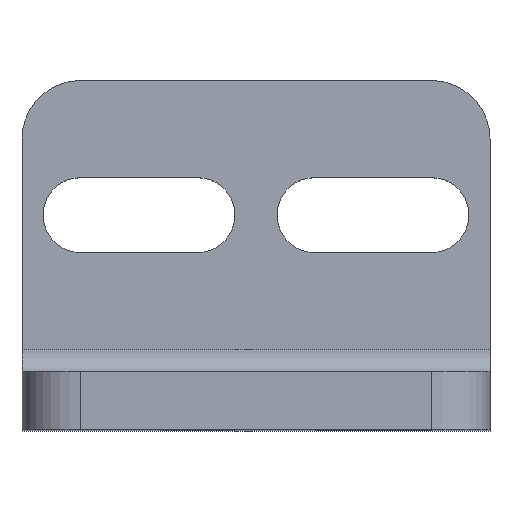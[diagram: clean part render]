
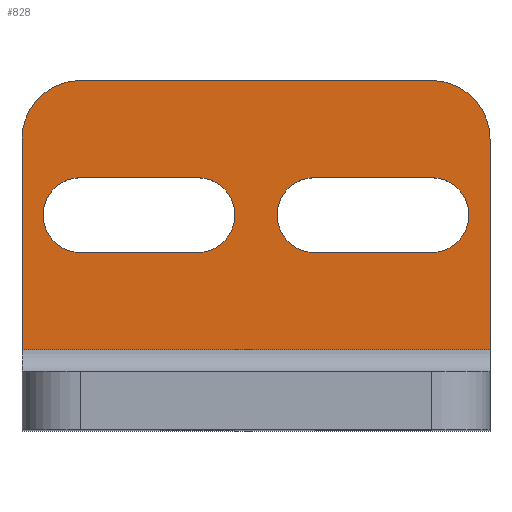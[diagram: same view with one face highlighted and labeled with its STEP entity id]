
A CAD part, top view. The second image highlights one B-rep face of the part: STEP entity #828.
In plain terms, the highlighted planar face has unit normal (0, 0, 1).
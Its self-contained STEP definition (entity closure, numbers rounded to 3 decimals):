
#63=DIRECTION('',(0.,1.,0.));
#64=VECTOR('',#63,18.);
#65=CARTESIAN_POINT('',(20.,7.,5.));
#66=LINE('',#65,#64);
#225=DIRECTION('',(0.,1.,0.));
#226=VECTOR('',#225,18.);
#227=CARTESIAN_POINT('',(-20.,7.,5.));
#228=LINE('',#227,#226);
#237=DIRECTION('',(1.,0.,0.));
#238=VECTOR('',#237,30.);
#239=CARTESIAN_POINT('',(-15.,30.,5.));
#240=LINE('',#239,#238);
#249=CARTESIAN_POINT('',(15.,25.,5.));
#250=DIRECTION('',(0.,0.,1.));
#251=DIRECTION('',(1.,0.,0.));
#252=AXIS2_PLACEMENT_3D('',#249,#250,#251);
#254=DIRECTION('',(-1.,0.,0.));
#255=VECTOR('',#254,40.);
#256=CARTESIAN_POINT('',(20.,7.,5.));
#257=LINE('',#256,#255);
#258=CARTESIAN_POINT('',(-15.,25.,5.));
#259=DIRECTION('',(0.,0.,1.));
#260=DIRECTION('',(0.,1.,0.));
#261=AXIS2_PLACEMENT_3D('',#258,#259,#260);
#263=DIRECTION('',(-1.,0.,0.));
#264=VECTOR('',#263,10.);
#265=CARTESIAN_POINT('',(-5.,15.3,5.));
#266=LINE('',#265,#264);
#267=CARTESIAN_POINT('',(-5.,18.5,5.));
#268=DIRECTION('',(0.,0.,1.));
#269=DIRECTION('',(0.,-1.,0.));
#270=AXIS2_PLACEMENT_3D('',#267,#268,#269);
#272=DIRECTION('',(1.,0.,0.));
#273=VECTOR('',#272,10.);
#274=CARTESIAN_POINT('',(-15.,21.7,5.));
#275=LINE('',#274,#273);
#276=CARTESIAN_POINT('',(-15.,18.5,5.));
#277=DIRECTION('',(0.,0.,1.));
#278=DIRECTION('',(0.,1.,0.));
#279=AXIS2_PLACEMENT_3D('',#276,#277,#278);
#281=DIRECTION('',(-1.,0.,0.));
#282=VECTOR('',#281,10.);
#283=CARTESIAN_POINT('',(15.,15.3,5.));
#284=LINE('',#283,#282);
#285=CARTESIAN_POINT('',(15.,18.5,5.));
#286=DIRECTION('',(0.,0.,1.));
#287=DIRECTION('',(0.,-1.,0.));
#288=AXIS2_PLACEMENT_3D('',#285,#286,#287);
#290=DIRECTION('',(1.,0.,0.));
#291=VECTOR('',#290,10.);
#292=CARTESIAN_POINT('',(5.,21.7,5.));
#293=LINE('',#292,#291);
#294=CARTESIAN_POINT('',(5.,18.5,5.));
#295=DIRECTION('',(0.,0.,1.));
#296=DIRECTION('',(0.,1.,0.));
#297=AXIS2_PLACEMENT_3D('',#294,#295,#296);
#373=CARTESIAN_POINT('',(20.,7.,5.));
#374=CARTESIAN_POINT('',(-20.,7.,5.));
#375=VERTEX_POINT('',#373);
#376=VERTEX_POINT('',#374);
#421=CARTESIAN_POINT('',(20.,25.,5.));
#422=VERTEX_POINT('',#421);
#423=CARTESIAN_POINT('',(15.,30.,5.));
#424=VERTEX_POINT('',#423);
#429=CARTESIAN_POINT('',(-15.,30.,5.));
#430=VERTEX_POINT('',#429);
#431=CARTESIAN_POINT('',(-20.,25.,5.));
#432=VERTEX_POINT('',#431);
#449=CARTESIAN_POINT('',(15.,15.3,5.));
#450=CARTESIAN_POINT('',(5.,15.3,5.));
#451=VERTEX_POINT('',#449);
#452=VERTEX_POINT('',#450);
#453=CARTESIAN_POINT('',(5.,21.7,5.));
#454=VERTEX_POINT('',#453);
#455=CARTESIAN_POINT('',(15.,21.7,5.));
#456=VERTEX_POINT('',#455);
#457=CARTESIAN_POINT('',(-5.,15.3,5.));
#458=CARTESIAN_POINT('',(-15.,15.3,5.));
#459=VERTEX_POINT('',#457);
#460=VERTEX_POINT('',#458);
#461=CARTESIAN_POINT('',(-15.,21.7,5.));
#462=VERTEX_POINT('',#461);
#463=CARTESIAN_POINT('',(-5.,21.7,5.));
#464=VERTEX_POINT('',#463);
#794=CARTESIAN_POINT('',(-20.,0.,5.));
#795=DIRECTION('',(0.,0.,-1.));
#796=DIRECTION('',(0.,1.,0.));
#797=AXIS2_PLACEMENT_3D('',#794,#795,#796);
#798=PLANE('',#797);
#799=ORIENTED_EDGE('',*,*,#513,.F.);
#800=ORIENTED_EDGE('',*,*,#529,.F.);
#802=ORIENTED_EDGE('',*,*,#801,.T.);
#803=ORIENTED_EDGE('',*,*,#760,.T.);
#804=ORIENTED_EDGE('',*,*,#775,.F.);
#805=ORIENTED_EDGE('',*,*,#787,.T.);
#806=EDGE_LOOP('',(#799,#800,#802,#803,#804,#805));
#807=FACE_OUTER_BOUND('',#806,.F.);
#809=ORIENTED_EDGE('',*,*,#808,.F.);
#811=ORIENTED_EDGE('',*,*,#810,.T.);
#813=ORIENTED_EDGE('',*,*,#812,.F.);
#815=ORIENTED_EDGE('',*,*,#814,.T.);
#816=EDGE_LOOP('',(#809,#811,#813,#815));
#817=FACE_BOUND('',#816,.F.);
#819=ORIENTED_EDGE('',*,*,#818,.F.);
#821=ORIENTED_EDGE('',*,*,#820,.T.);
#823=ORIENTED_EDGE('',*,*,#822,.F.);
#825=ORIENTED_EDGE('',*,*,#824,.T.);
#826=EDGE_LOOP('',(#819,#821,#823,#825));
#827=FACE_BOUND('',#826,.F.);
#828=ADVANCED_FACE('',(#807,#817,#827),#798,.F.);
#253=CIRCLE('',#252,5.);
#262=CIRCLE('',#261,5.);
#271=CIRCLE('',#270,3.2);
#280=CIRCLE('',#279,3.2);
#289=CIRCLE('',#288,3.2);
#298=CIRCLE('',#297,3.2);
#513=EDGE_CURVE('',#422,#424,#253,.T.);
#529=EDGE_CURVE('',#375,#422,#66,.T.);
#760=EDGE_CURVE('',#376,#432,#228,.T.);
#775=EDGE_CURVE('',#430,#432,#262,.T.);
#787=EDGE_CURVE('',#430,#424,#240,.T.);
#801=EDGE_CURVE('',#375,#376,#257,.T.);
#808=EDGE_CURVE('',#459,#460,#266,.T.);
#810=EDGE_CURVE('',#459,#464,#271,.T.);
#812=EDGE_CURVE('',#462,#464,#275,.T.);
#814=EDGE_CURVE('',#462,#460,#280,.T.);
#818=EDGE_CURVE('',#451,#452,#284,.T.);
#820=EDGE_CURVE('',#451,#456,#289,.T.);
#822=EDGE_CURVE('',#454,#456,#293,.T.);
#824=EDGE_CURVE('',#454,#452,#298,.T.);
